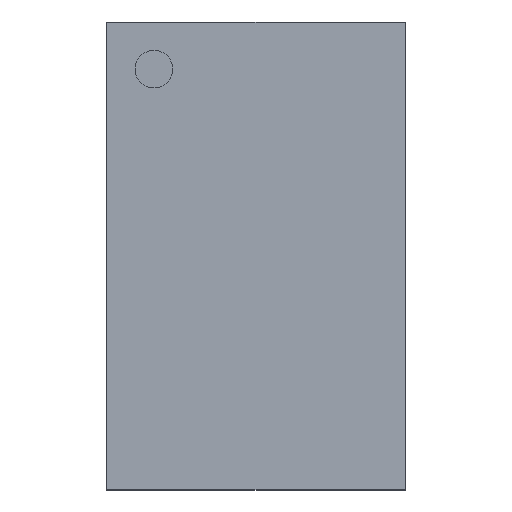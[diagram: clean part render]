
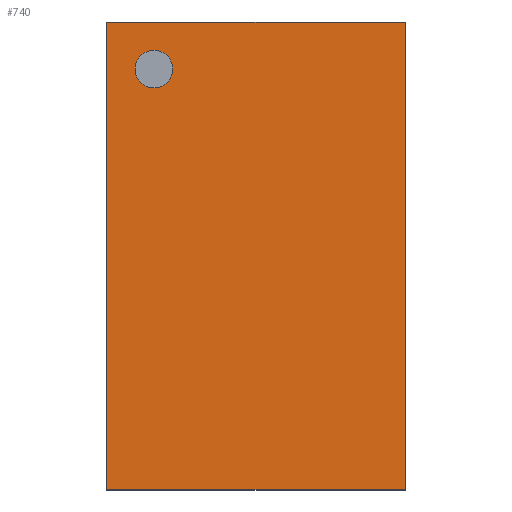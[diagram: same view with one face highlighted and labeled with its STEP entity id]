
A CAD part, top view. The second image highlights one B-rep face of the part: STEP entity #740.
In plain terms, the highlighted planar face has unit normal (0, 0, 1).
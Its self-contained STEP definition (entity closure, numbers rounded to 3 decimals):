
#23 = AXIS2_PLACEMENT_3D ( 'NONE', #243, #755, #660 ) ;
#75 = VERTEX_POINT ( 'NONE', #1039 ) ;
#103 = AXIS2_PLACEMENT_3D ( 'NONE', #1022, #848, #307 ) ;
#107 = EDGE_CURVE ( 'NONE', #75, #1029, #727, .T. ) ;
#171 = DIRECTION ( 'NONE',  ( 0., 1., 0. ) ) ;
#176 = VERTEX_POINT ( 'NONE', #705 ) ;
#190 = AXIS2_PLACEMENT_3D ( 'NONE', #585, #883, #742 ) ;
#199 = EDGE_CURVE ( 'NONE', #176, #624, #484, .T. ) ;
#243 = CARTESIAN_POINT ( 'NONE',  ( -0.325, 0.595, 0.5 ) ) ;
#306 = DIRECTION ( 'NONE',  ( 1., 0., 0. ) ) ;
#307 = DIRECTION ( 'NONE',  ( 0., -1., 0. ) ) ;
#309 = ORIENTED_EDGE ( 'NONE', *, *, #496, .F. ) ;
#369 = CARTESIAN_POINT ( 'NONE',  ( 0.475, 0.745, 0.5 ) ) ;
#377 = PLANE ( 'NONE',  #103 ) ;
#378 = EDGE_LOOP ( 'NONE', ( #648, #309, #946, #717 ) ) ;
#392 = EDGE_LOOP ( 'NONE', ( #680, #959 ) ) ;
#398 = VERTEX_POINT ( 'NONE', #940 ) ;
#458 = CARTESIAN_POINT ( 'NONE',  ( -0.475, -0.745, 0.5 ) ) ;
#484 = CIRCLE ( 'NONE', #23, 0.06 ) ;
#496 = EDGE_CURVE ( 'NONE', #862, #75, #817, .T. ) ;
#521 = EDGE_CURVE ( 'NONE', #624, #176, #1050, .T. ) ;
#530 = VECTOR ( 'NONE', #171, 1000. ) ;
#585 = CARTESIAN_POINT ( 'NONE',  ( -0.325, 0.595, 0.5 ) ) ;
#602 = EDGE_CURVE ( 'NONE', #398, #862, #1042, .T. ) ;
#624 = VERTEX_POINT ( 'NONE', #1008 ) ;
#627 = FACE_BOUND ( 'NONE', #392, .T. ) ;
#648 = ORIENTED_EDGE ( 'NONE', *, *, #107, .F. ) ;
#660 = DIRECTION ( 'NONE',  ( 1., 0., 0. ) ) ;
#680 = ORIENTED_EDGE ( 'NONE', *, *, #521, .T. ) ;
#686 = VECTOR ( 'NONE', #879, 1000. ) ;
#701 = FACE_OUTER_BOUND ( 'NONE', #378, .T. ) ;
#705 = CARTESIAN_POINT ( 'NONE',  ( -0.385, 0.595, 0.5 ) ) ;
#717 = ORIENTED_EDGE ( 'NONE', *, *, #1024, .F. ) ;
#727 = LINE ( 'NONE', #1047, #819 ) ;
#740 = ADVANCED_FACE ( 'NONE', ( #701, #627 ), #377, .T. ) ;
#742 = DIRECTION ( 'NONE',  ( 1., 0., 0. ) ) ;
#755 = DIRECTION ( 'NONE',  ( 0., 0., -1. ) ) ;
#761 = DIRECTION ( 'NONE',  ( 0., -1., 0. ) ) ;
#795 = CARTESIAN_POINT ( 'NONE',  ( 0.475, -0.745, 0.5 ) ) ;
#808 = VECTOR ( 'NONE', #761, 1000. ) ;
#817 = LINE ( 'NONE', #899, #530 ) ;
#819 = VECTOR ( 'NONE', #306, 1000. ) ;
#848 = DIRECTION ( 'NONE',  ( 0., 0., 1. ) ) ;
#862 = VERTEX_POINT ( 'NONE', #458 ) ;
#879 = DIRECTION ( 'NONE',  ( -1., 0., 0. ) ) ;
#883 = DIRECTION ( 'NONE',  ( 0., 0., -1. ) ) ;
#899 = CARTESIAN_POINT ( 'NONE',  ( -0.475, -0.745, 0.5 ) ) ;
#936 = LINE ( 'NONE', #1020, #808 ) ;
#940 = CARTESIAN_POINT ( 'NONE',  ( 0.475, -0.745, 0.5 ) ) ;
#946 = ORIENTED_EDGE ( 'NONE', *, *, #602, .F. ) ;
#959 = ORIENTED_EDGE ( 'NONE', *, *, #199, .T. ) ;
#1008 = CARTESIAN_POINT ( 'NONE',  ( -0.265, 0.595, 0.5 ) ) ;
#1020 = CARTESIAN_POINT ( 'NONE',  ( 0.475, 0.745, 0.5 ) ) ;
#1022 = CARTESIAN_POINT ( 'NONE',  ( 0., 0., 0.5 ) ) ;
#1024 = EDGE_CURVE ( 'NONE', #1029, #398, #936, .T. ) ;
#1029 = VERTEX_POINT ( 'NONE', #369 ) ;
#1039 = CARTESIAN_POINT ( 'NONE',  ( -0.475, 0.745, 0.5 ) ) ;
#1042 = LINE ( 'NONE', #795, #686 ) ;
#1047 = CARTESIAN_POINT ( 'NONE',  ( -0.475, 0.745, 0.5 ) ) ;
#1050 = CIRCLE ( 'NONE', #190, 0.06 ) ;
